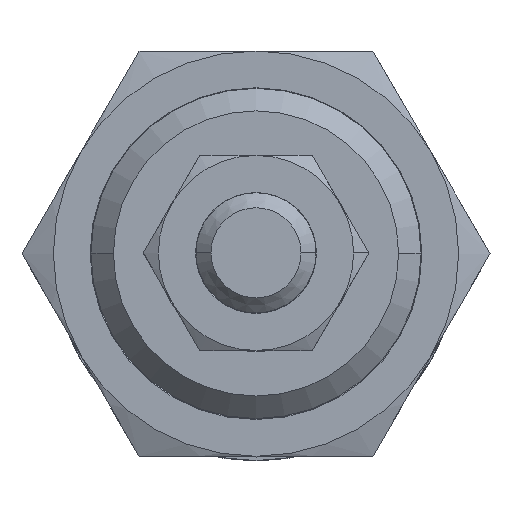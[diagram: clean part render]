
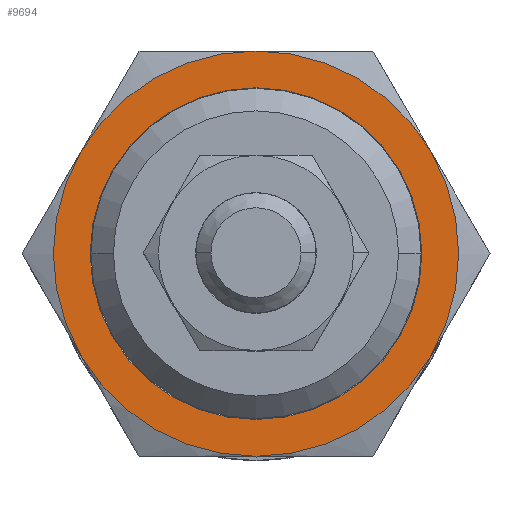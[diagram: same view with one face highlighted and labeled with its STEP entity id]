
A CAD part, top view. The second image highlights one B-rep face of the part: STEP entity #9694.
In plain terms, the highlighted planar face has unit normal (0, 0, 1).
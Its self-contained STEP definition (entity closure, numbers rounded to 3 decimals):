
#109 = CIRCLE ( 'NONE', #13995, 11.05 ) ;
#702 = EDGE_CURVE ( 'NONE', #2998, #23790, #12965, .T. ) ;
#1522 = EDGE_LOOP ( 'NONE', ( #10010, #23357 ) ) ;
#1652 = DIRECTION ( 'NONE',  ( 0.866, 0.5, 0. ) ) ;
#1963 = DIRECTION ( 'NONE',  ( 0.866, 0.5, 0. ) ) ;
#2027 = CARTESIAN_POINT ( 'NONE',  ( -11.691, 6.75, 179. ) ) ;
#2941 = CARTESIAN_POINT ( 'NONE',  ( 0., 0., 179. ) ) ;
#2998 = VERTEX_POINT ( 'NONE', #16717 ) ;
#3118 = FACE_OUTER_BOUND ( 'NONE', #10104, .T. ) ;
#4013 = ORIENTED_EDGE ( 'NONE', *, *, #6606, .F. ) ;
#4379 = VERTEX_POINT ( 'NONE', #16964 ) ;
#4511 = DIRECTION ( 'NONE',  ( 0., 0., -1. ) ) ;
#5029 = VERTEX_POINT ( 'NONE', #17156 ) ;
#5786 = AXIS2_PLACEMENT_3D ( 'NONE', #7798, #15277, #11674 ) ;
#6304 = DIRECTION ( 'NONE',  ( 0.866, 0.5, 0. ) ) ;
#6606 = EDGE_CURVE ( 'NONE', #13107, #5029, #15180, .T. ) ;
#6987 = CIRCLE ( 'NONE', #23696, 13.5 ) ;
#7201 = DIRECTION ( 'NONE',  ( 0.866, 0.5, 0. ) ) ;
#7474 = DIRECTION ( 'NONE',  ( 0., 0., -1. ) ) ;
#7684 = CARTESIAN_POINT ( 'NONE',  ( 11.691, -6.75, 179. ) ) ;
#7776 = VERTEX_POINT ( 'NONE', #8104 ) ;
#7798 = CARTESIAN_POINT ( 'NONE',  ( 0., 0., 179. ) ) ;
#7939 = DIRECTION ( 'NONE',  ( 0.866, 0.5, 0. ) ) ;
#8104 = CARTESIAN_POINT ( 'NONE',  ( 9.57, 5.525, 179. ) ) ;
#8201 = ORIENTED_EDGE ( 'NONE', *, *, #15396, .F. ) ;
#8517 = DIRECTION ( 'NONE',  ( 0.866, 0.5, 0. ) ) ;
#8814 = AXIS2_PLACEMENT_3D ( 'NONE', #20629, #19108, #1963 ) ;
#8949 = CARTESIAN_POINT ( 'NONE',  ( 0., 0., 179. ) ) ;
#9626 = ORIENTED_EDGE ( 'NONE', *, *, #11856, .F. ) ;
#9694 = ADVANCED_FACE ( 'NONE', ( #20162, #3118 ), #20535, .F. ) ;
#10010 = ORIENTED_EDGE ( 'NONE', *, *, #22255, .T. ) ;
#10083 = AXIS2_PLACEMENT_3D ( 'NONE', #8949, #18287, #7201 ) ;
#10104 = EDGE_LOOP ( 'NONE', ( #8201, #23705, #9626, #13483, #12837, #4013 ) ) ;
#10280 = CIRCLE ( 'NONE', #18217, 13.5 ) ;
#11196 = AXIS2_PLACEMENT_3D ( 'NONE', #21704, #4511, #17336 ) ;
#11674 = DIRECTION ( 'NONE',  ( 0.866, 0.5, 0. ) ) ;
#11856 = EDGE_CURVE ( 'NONE', #23790, #21829, #12958, .T. ) ;
#12837 = ORIENTED_EDGE ( 'NONE', *, *, #18441, .F. ) ;
#12958 = CIRCLE ( 'NONE', #5786, 13.5 ) ;
#12965 = CIRCLE ( 'NONE', #24526, 13.5 ) ;
#13107 = VERTEX_POINT ( 'NONE', #7684 ) ;
#13483 = ORIENTED_EDGE ( 'NONE', *, *, #702, .F. ) ;
#13607 = EDGE_CURVE ( 'NONE', #21829, #24298, #10280, .T. ) ;
#13995 = AXIS2_PLACEMENT_3D ( 'NONE', #14838, #7474, #1652 ) ;
#14838 = CARTESIAN_POINT ( 'NONE',  ( 0., 0., 179. ) ) ;
#15083 = DIRECTION ( 'NONE',  ( 0.866, 0.5, 0. ) ) ;
#15180 = CIRCLE ( 'NONE', #8814, 13.5 ) ;
#15209 = CARTESIAN_POINT ( 'NONE',  ( 0., 13.5, 179. ) ) ;
#15277 = DIRECTION ( 'NONE',  ( 0., 0., -1. ) ) ;
#15396 = EDGE_CURVE ( 'NONE', #24298, #13107, #21947, .T. ) ;
#15572 = DIRECTION ( 'NONE',  ( 0., 0., -1. ) ) ;
#15626 = EDGE_CURVE ( 'NONE', #7776, #4379, #109, .T. ) ;
#15760 = CARTESIAN_POINT ( 'NONE',  ( 0., 0., 179. ) ) ;
#16717 = CARTESIAN_POINT ( 'NONE',  ( -11.691, -6.75, 179. ) ) ;
#16800 = CARTESIAN_POINT ( 'NONE',  ( 0., 0., 179. ) ) ;
#16964 = CARTESIAN_POINT ( 'NONE',  ( -9.57, -5.525, 179. ) ) ;
#17156 = CARTESIAN_POINT ( 'NONE',  ( 0., -13.5, 179. ) ) ;
#17336 = DIRECTION ( 'NONE',  ( 0.866, 0.5, 0. ) ) ;
#17985 = DIRECTION ( 'NONE',  ( 0., 0., -1. ) ) ;
#18217 = AXIS2_PLACEMENT_3D ( 'NONE', #2941, #17985, #8517 ) ;
#18287 = DIRECTION ( 'NONE',  ( 0., 0., -1. ) ) ;
#18441 = EDGE_CURVE ( 'NONE', #5029, #2998, #6987, .T. ) ;
#18928 = CARTESIAN_POINT ( 'NONE',  ( 0., 0., 179. ) ) ;
#19108 = DIRECTION ( 'NONE',  ( 0., 0., -1. ) ) ;
#20162 = FACE_BOUND ( 'NONE', #1522, .T. ) ;
#20535 = PLANE ( 'NONE',  #10083 ) ;
#20629 = CARTESIAN_POINT ( 'NONE',  ( 0., 0., 179. ) ) ;
#21369 = AXIS2_PLACEMENT_3D ( 'NONE', #15760, #23507, #6304 ) ;
#21704 = CARTESIAN_POINT ( 'NONE',  ( 0., 0., 179. ) ) ;
#21829 = VERTEX_POINT ( 'NONE', #15209 ) ;
#21947 = CIRCLE ( 'NONE', #11196, 13.5 ) ;
#22255 = EDGE_CURVE ( 'NONE', #4379, #7776, #24553, .T. ) ;
#23357 = ORIENTED_EDGE ( 'NONE', *, *, #15626, .T. ) ;
#23507 = DIRECTION ( 'NONE',  ( 0., 0., -1. ) ) ;
#23696 = AXIS2_PLACEMENT_3D ( 'NONE', #18928, #15572, #15083 ) ;
#23705 = ORIENTED_EDGE ( 'NONE', *, *, #13607, .F. ) ;
#23747 = CARTESIAN_POINT ( 'NONE',  ( 11.691, 6.75, 179. ) ) ;
#23790 = VERTEX_POINT ( 'NONE', #2027 ) ;
#24298 = VERTEX_POINT ( 'NONE', #23747 ) ;
#24420 = DIRECTION ( 'NONE',  ( 0., 0., -1. ) ) ;
#24526 = AXIS2_PLACEMENT_3D ( 'NONE', #16800, #24420, #7939 ) ;
#24553 = CIRCLE ( 'NONE', #21369, 11.05 ) ;
